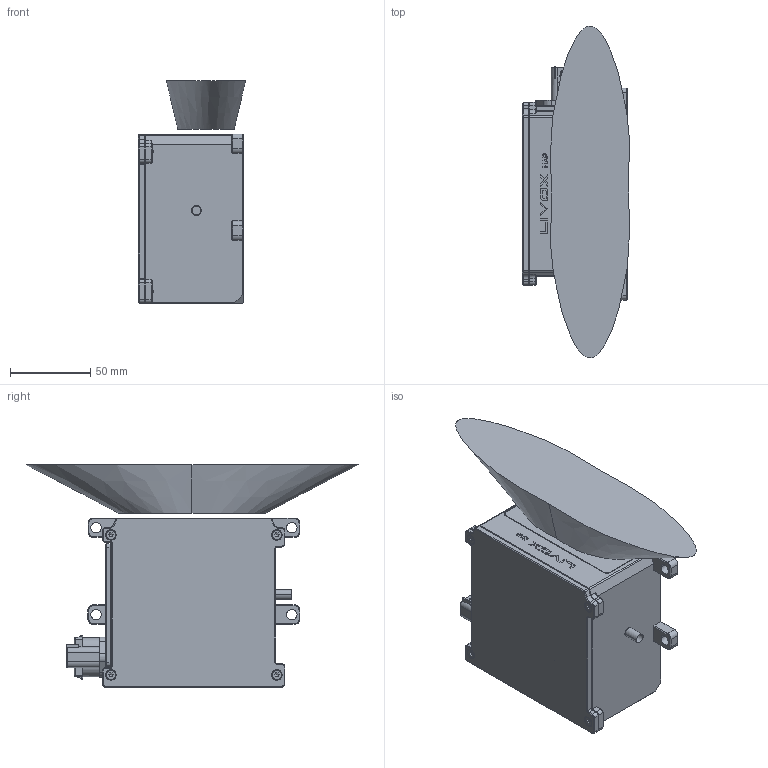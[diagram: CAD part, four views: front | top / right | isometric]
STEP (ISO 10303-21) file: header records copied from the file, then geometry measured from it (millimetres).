
FILE_DESCRIPTION((''),'2;1');
FILE_NAME('03_LD320_HS_00_ASSEMBLY_ASM','2022-05-24T12:23:20',('oscar.lv'),(''),'CREO PARAMETRIC BY PTC INC, 2019164','CREO PARAMETRIC BY PTC INC, 2019164','');
FILE_SCHEMA(('CONFIG_CONTROL_DESIGN','SHAPE_APPEARANCE_LAYERS_GROUPS'));
Products named in the file (20): JG_QX_900031_BOT_PV; JG_QX_900032_TOP_PV; 03_LD320_HS_02_TOP_FINLESS_ASM; 03_LD320_HS_09_FOV; JG_QX_900033_SIDETE; 2376765-CVM-20210208; 03_LD320_HS_TESIDE_ASM; JG_MY_900012_SISE; 03_LD320_HS_10_SIDE_ASM; YC_OC_PG900007-; 03_LD320_HS_ITO-GLASS-GONGBAN_ASM; YC_ST_LL900010_01; YC_ST_LL900007_V03; SFVA00_1-2302_; SFVA00_1-8393_; SFVA-0001_1_; TOUQIMO; SFVASOFP-PFOE-TB04D_1_ASM_1__ASM; 03_LD320_HS_12_VALVE_ASM; 03_LD320_HS_00_ASSEMBLY_ASM
Assembly tree (27 placements, depth 4):
  03_LD320_HS_00_ASSEMBLY_ASM
    JG_QX_900031_BOT_PV
    03_LD320_HS_02_TOP_FINLESS_ASM
      JG_QX_900032_TOP_PV
    03_LD320_HS_09_FOV
    03_LD320_HS_10_SIDE_ASM
      03_LD320_HS_TESIDE_ASM
        JG_QX_900033_SIDETE
        2376765-CVM-20210208
      JG_MY_900012_SISE
    03_LD320_HS_ITO-GLASS-GONGBAN_ASM
      YC_OC_PG900007-
    YC_ST_LL900010_01  x4
    YC_ST_LL900007_V03  x6
    03_LD320_HS_12_VALVE_ASM
      SFVASOFP-PFOE-TB04D_1_ASM_1__ASM
        SFVA00_1-2302_
        SFVA00_1-8393_
        SFVA-0001_1_
        TOUQIMO
Bounding box: 66.59 x 206.25 x 138.02 mm (x, y, z)
Volume: 850783.7 mm3; surface area: 141389.6 mm2
Topology: 20 solids, 80 shells, 4127 faces, 10975 edges, 7050 vertices
Faces by surface type: plane 2499, cylinder 919, cone 444, bspline 130, torus 104, extrusion 29, sphere 2
Entity records: 164418 total; most frequent: CARTESIAN_POINT 28987, ORIENTED_EDGE 19323, DIRECTION 18637, PRESENTATION_STYLE_ASSIGNMENT 11007, EDGE_CURVE 9854, STYLED_ITEM 9794, CURVE_STYLE 9085, VECTOR 7007
